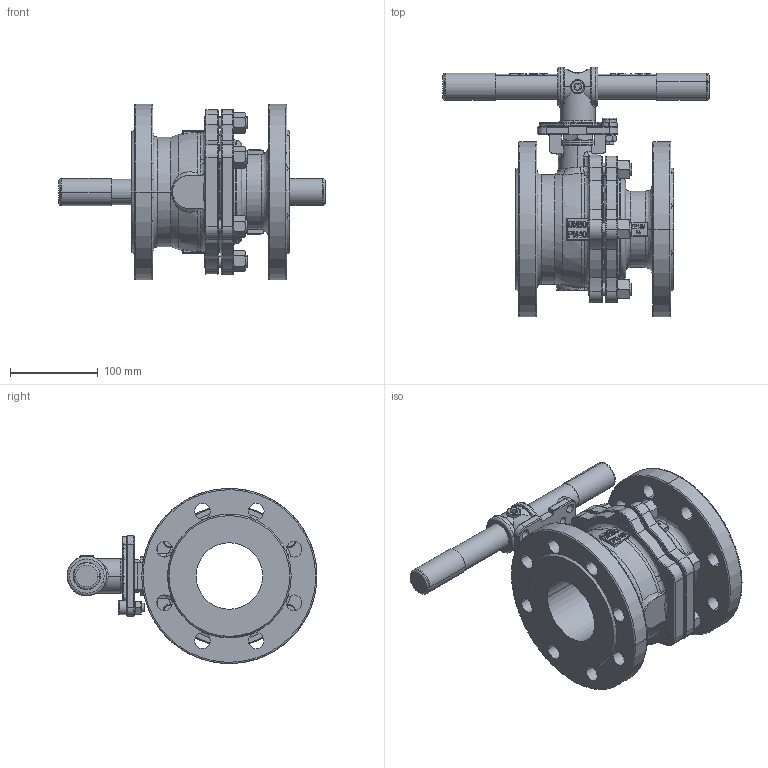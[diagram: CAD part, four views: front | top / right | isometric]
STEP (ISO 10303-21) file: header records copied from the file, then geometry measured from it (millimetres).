
FILE_DESCRIPTION (( 'STEP AP214' ), '1' );
FILE_NAME ('KH155-Kugelhahn-DN80-PN40-Handhebel-Fergo.STEP', '2022-09-19T09:28:02', ( '' ), ( '' ), 'SwSTEP 2.0', 'SolidWorks 2022', '' );
FILE_SCHEMA (( 'AUTOMOTIVE_DESIGN' ));
Length unit declared in the file: millimetre
Products named in the file (1): KH155-Kugelhahn-DN80-PN40-Handhebel-Fergo
Bounding box: 304 x 285.3 x 200 mm (x, y, z)
Volume: 2687044.8 mm3; surface area: 477753.4 mm2
Topology: 27 solids, 27 shells, 1536 faces, 3826 edges, 2397 vertices
Faces by surface type: plane 569, bspline 431, cylinder 328, cone 167, torus 41
Entity records: 87278 total; most frequent: CARTESIAN_POINT 53369, ORIENTED_EDGE 7624, DIRECTION 5897, EDGE_CURVE 3812, VERTEX_POINT 2397, AXIS2_PLACEMENT_3D 2174, EDGE_LOOP 1719, LINE 1549
